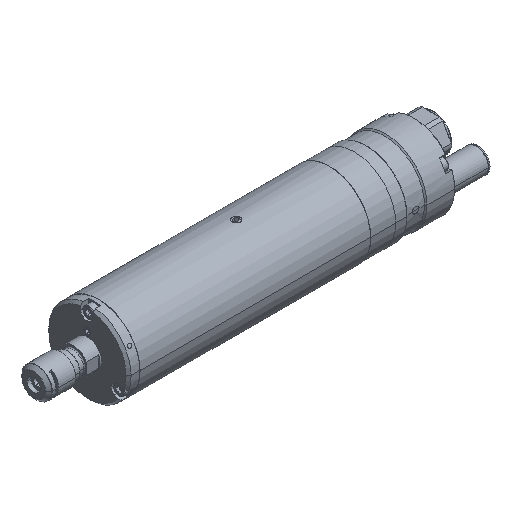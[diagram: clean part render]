
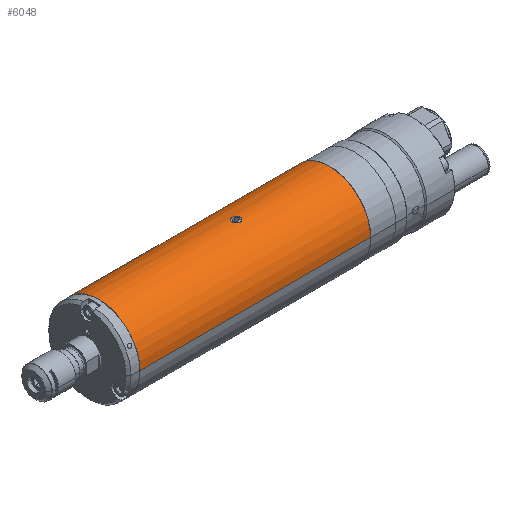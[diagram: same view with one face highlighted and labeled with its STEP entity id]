
A CAD part, isometric view. The second image highlights one B-rep face of the part: STEP entity #6048.
In plain terms, the highlighted cylindrical face has radius 16.5 mm (diameter 33 mm), a partial arc.
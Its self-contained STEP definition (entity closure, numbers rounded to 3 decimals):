
#890 = CARTESIAN_POINT ( 'NONE',  ( 7.406, -14.308, -0.723 ) ) ;
#894 = DIRECTION ( 'NONE',  ( 0., -1., 0.013 ) ) ;
#895 = DIRECTION ( 'NONE',  ( 1., 0., 0. ) ) ;
#896 = CARTESIAN_POINT ( 'NONE',  ( -47.594, -12.871, -17.16 ) ) ;
#897 = AXIS2_PLACEMENT_3D ( 'NONE', #896, #895, #894 ) ;
#926 = CARTESIAN_POINT ( 'NONE',  ( 7.406, -14.308, -0.723 ) ) ;
#927 = CARTESIAN_POINT ( 'NONE',  ( 7.188, -14.308, -0.723 ) ) ;
#928 = CARTESIAN_POINT ( 'NONE',  ( 6.971, -14.264, -0.719 ) ) ;
#929 = CARTESIAN_POINT ( 'NONE',  ( 6.574, -14.099, -0.706 ) ) ;
#930 = CARTESIAN_POINT ( 'NONE',  ( 6.391, -13.976, -0.697 ) ) ;
#931 = CARTESIAN_POINT ( 'NONE',  ( 6.163, -13.747, -0.683 ) ) ;
#932 = CARTESIAN_POINT ( 'NONE',  ( 6.093, -13.662, -0.679 ) ) ;
#933 = CARTESIAN_POINT ( 'NONE',  ( 5.973, -13.483, -0.671 ) ) ;
#934 = CARTESIAN_POINT ( 'NONE',  ( 5.923, -13.388, -0.668 ) ) ;
#935 = CARTESIAN_POINT ( 'NONE',  ( 5.84, -13.188, -0.663 ) ) ;
#936 = CARTESIAN_POINT ( 'NONE',  ( 5.808, -13.083, -0.661 ) ) ;
#937 = CARTESIAN_POINT ( 'NONE',  ( 5.767, -12.872, -0.66 ) ) ;
#938 = CARTESIAN_POINT ( 'NONE',  ( 5.756, -12.765, -0.66 ) ) ;
#939 = CARTESIAN_POINT ( 'NONE',  ( 5.756, -12.547, -0.663 ) ) ;
#940 = CARTESIAN_POINT ( 'NONE',  ( 5.767, -12.44, -0.666 ) ) ;
#941 = CARTESIAN_POINT ( 'NONE',  ( 5.809, -12.229, -0.672 ) ) ;
#942 = CARTESIAN_POINT ( 'NONE',  ( 5.841, -12.124, -0.677 ) ) ;
#943 = CARTESIAN_POINT ( 'NONE',  ( 5.924, -11.925, -0.687 ) ) ;
#944 = CARTESIAN_POINT ( 'NONE',  ( 5.975, -11.83, -0.693 ) ) ;
#945 = CARTESIAN_POINT ( 'NONE',  ( 6.094, -11.651, -0.705 ) ) ;
#946 = CARTESIAN_POINT ( 'NONE',  ( 6.164, -11.566, -0.712 ) ) ;
#968 = CARTESIAN_POINT ( 'NONE',  ( 6.392, -11.338, -0.731 ) ) ;
#969 = CARTESIAN_POINT ( 'NONE',  ( 6.576, -11.216, -0.743 ) ) ;
#970 = CARTESIAN_POINT ( 'NONE',  ( 6.974, -11.052, -0.761 ) ) ;
#971 = CARTESIAN_POINT ( 'NONE',  ( 7.191, -11.008, -0.766 ) ) ;
#972 = CARTESIAN_POINT ( 'NONE',  ( 7.406, -11.008, -0.766 ) ) ;
#974 = B_SPLINE_CURVE_WITH_KNOTS ( 'NONE', 3,
 ( #972, #971, #970, #969, #968, #946, #945, #944, #943, #942, #941, #940, #939, #938, #937, #936, #935, #934, #933, #932, #931, #930, #929, #928, #927, #926 ),
 .UNSPECIFIED., .F., .F.,
 ( 4, 2, 2, 2, 2, 2, 2, 2, 2, 2, 2, 2, 4 ),
 ( 0.005, 0.006, 0.006, 0.007, 0.007, 0.007, 0.008, 0.008, 0.008, 0.009, 0.009, 0.01, 0.01 ),
 .UNSPECIFIED. ) ;
#984 = CIRCLE ( 'NONE', #897, 16.5 ) ;
#1016 = CYLINDRICAL_SURFACE ( 'NONE', #1034, 16.5 ) ;
#1034 = AXIS2_PLACEMENT_3D ( 'NONE', #1102, #1101, #1080 ) ;
#1035 = FACE_BOUND ( 'NONE', #5928, .T. ) ;
#1037 = FACE_OUTER_BOUND ( 'NONE', #6092, .T. ) ;
#1080 = DIRECTION ( 'NONE',  ( 0., -1., 0.013 ) ) ;
#1101 = DIRECTION ( 'NONE',  ( 1., 0., 0. ) ) ;
#1102 = CARTESIAN_POINT ( 'NONE',  ( 44.406, -12.871, -17.16 ) ) ;
#1164 = CARTESIAN_POINT ( 'NONE',  ( -47.594, 3.627, -17.374 ) ) ;
#1174 = DIRECTION ( 'NONE',  ( 0., -1., 0.013 ) ) ;
#1176 = DIRECTION ( 'NONE',  ( 1., 0., 0. ) ) ;
#1177 = CARTESIAN_POINT ( 'NONE',  ( 44.406, -29.37, -16.946 ) ) ;
#1178 = LINE ( 'NONE', #1177, #1187 ) ;
#1187 = VECTOR ( 'NONE', #1176, 1000. ) ;
#1194 = CARTESIAN_POINT ( 'NONE',  ( -47.594, -29.37, -16.946 ) ) ;
#1202 = CARTESIAN_POINT ( 'NONE',  ( 44.406, -29.37, -16.946 ) ) ;
#1205 = CARTESIAN_POINT ( 'NONE',  ( 44.406, 3.627, -17.374 ) ) ;
#1231 = CARTESIAN_POINT ( 'NONE',  ( 44.406, -12.871, -17.16 ) ) ;
#1233 = AXIS2_PLACEMENT_3D ( 'NONE', #1231, #1288, #1174 ) ;
#1259 = DIRECTION ( 'NONE',  ( 1., 0., 0. ) ) ;
#1260 = VECTOR ( 'NONE', #1259, 1000. ) ;
#1262 = CARTESIAN_POINT ( 'NONE',  ( 7.406, -11.008, -0.766 ) ) ;
#1268 = CARTESIAN_POINT ( 'NONE',  ( 44.406, 3.627, -17.374 ) ) ;
#1269 = LINE ( 'NONE', #1268, #1260 ) ;
#1288 = DIRECTION ( 'NONE',  ( 1., 0., 0. ) ) ;
#1289 = CIRCLE ( 'NONE', #1233, 16.5 ) ;
#1391 = CARTESIAN_POINT ( 'NONE',  ( 7.406, -11.008, -0.766 ) ) ;
#1392 = CARTESIAN_POINT ( 'NONE',  ( 7.514, -11.008, -0.766 ) ) ;
#1393 = CARTESIAN_POINT ( 'NONE',  ( 7.623, -11.019, -0.765 ) ) ;
#1394 = CARTESIAN_POINT ( 'NONE',  ( 7.835, -11.061, -0.76 ) ) ;
#1395 = CARTESIAN_POINT ( 'NONE',  ( 7.938, -11.093, -0.756 ) ) ;
#1396 = CARTESIAN_POINT ( 'NONE',  ( 8.138, -11.175, -0.748 ) ) ;
#1397 = CARTESIAN_POINT ( 'NONE',  ( 8.234, -11.227, -0.742 ) ) ;
#1398 = CARTESIAN_POINT ( 'NONE',  ( 8.413, -11.346, -0.731 ) ) ;
#1399 = CARTESIAN_POINT ( 'NONE',  ( 8.496, -11.414, -0.725 ) ) ;
#1400 = CARTESIAN_POINT ( 'NONE',  ( 8.65, -11.568, -0.712 ) ) ;
#1401 = CARTESIAN_POINT ( 'NONE',  ( 8.718, -11.652, -0.705 ) ) ;
#1439 = CARTESIAN_POINT ( 'NONE',  ( 8.838, -11.83, -0.693 ) ) ;
#1440 = CARTESIAN_POINT ( 'NONE',  ( 8.889, -11.927, -0.687 ) ) ;
#1441 = CARTESIAN_POINT ( 'NONE',  ( 8.972, -12.126, -0.677 ) ) ;
#1442 = CARTESIAN_POINT ( 'NONE',  ( 9.003, -12.229, -0.672 ) ) ;
#1443 = CARTESIAN_POINT ( 'NONE',  ( 9.045, -12.441, -0.666 ) ) ;
#1444 = CARTESIAN_POINT ( 'NONE',  ( 9.056, -12.55, -0.663 ) ) ;
#1445 = CARTESIAN_POINT ( 'NONE',  ( 9.056, -12.873, -0.659 ) ) ;
#1446 = CARTESIAN_POINT ( 'NONE',  ( 9.013, -13.09, -0.661 ) ) ;
#1447 = CARTESIAN_POINT ( 'NONE',  ( 8.848, -13.488, -0.671 ) ) ;
#1481 = B_SPLINE_CURVE_WITH_KNOTS ( 'NONE', 3,
 ( #1561, #1560, #1559, #1558, #1557, #1556, #1554, #1553, #1552, #1551, #1447, #1446, #1445, #1444, #1443, #1442, #1441, #1440, #1439, #1401, #1400, #1399, #1398, #1397, #1396, #1395, #1394, #1393, #1392, #1391 ),
 .UNSPECIFIED., .F., .F.,
 ( 4, 2, 2, 2, 2, 2, 2, 2, 2, 2, 2, 2, 2, 2, 4 ),
 ( 0., 0., 0.001, 0.001, 0.001, 0.002, 0.003, 0.003, 0.003, 0.004, 0.004, 0.004, 0.005, 0.005, 0.005 ),
 .UNSPECIFIED. ) ;
#1551 = CARTESIAN_POINT ( 'NONE',  ( 8.725, -13.672, -0.679 ) ) ;
#1552 = CARTESIAN_POINT ( 'NONE',  ( 8.497, -13.9, -0.692 ) ) ;
#1553 = CARTESIAN_POINT ( 'NONE',  ( 8.412, -13.97, -0.697 ) ) ;
#1554 = CARTESIAN_POINT ( 'NONE',  ( 8.233, -14.09, -0.705 ) ) ;
#1556 = CARTESIAN_POINT ( 'NONE',  ( 8.138, -14.141, -0.709 ) ) ;
#1557 = CARTESIAN_POINT ( 'NONE',  ( 7.938, -14.224, -0.716 ) ) ;
#1558 = CARTESIAN_POINT ( 'NONE',  ( 7.833, -14.255, -0.718 ) ) ;
#1559 = CARTESIAN_POINT ( 'NONE',  ( 7.622, -14.297, -0.722 ) ) ;
#1560 = CARTESIAN_POINT ( 'NONE',  ( 7.515, -14.308, -0.723 ) ) ;
#1561 = CARTESIAN_POINT ( 'NONE',  ( 7.406, -14.308, -0.723 ) ) ;
#5140 = ORIENTED_EDGE ( 'NONE', *, *, #6103, .F. ) ;
#5603 = ORIENTED_EDGE ( 'NONE', *, *, #6189, .F. ) ;
#5928 = EDGE_LOOP ( 'NONE', ( #6478, #5140 ) ) ;
#6048 = ADVANCED_FACE ( 'NONE', ( #1037, #1035 ), #1016, .T. ) ;
#6049 = ORIENTED_EDGE ( 'NONE', *, *, #6230, .F. ) ;
#6050 = ORIENTED_EDGE ( 'NONE', *, *, #6091, .T. ) ;
#6051 = ORIENTED_EDGE ( 'NONE', *, *, #6256, .T. ) ;
#6091 = EDGE_CURVE ( 'NONE', #6244, #6251, #984, .T. ) ;
#6092 = EDGE_LOOP ( 'NONE', ( #6049, #6050, #6051, #5603 ) ) ;
#6102 = VERTEX_POINT ( 'NONE', #890 ) ;
#6103 = EDGE_CURVE ( 'NONE', #6237, #6102, #974, .T. ) ;
#6189 = EDGE_CURVE ( 'NONE', #6245, #6253, #1289, .T. ) ;
#6230 = EDGE_CURVE ( 'NONE', #6244, #6245, #1269, .T. ) ;
#6237 = VERTEX_POINT ( 'NONE', #1262 ) ;
#6244 = VERTEX_POINT ( 'NONE', #1164 ) ;
#6245 = VERTEX_POINT ( 'NONE', #1205 ) ;
#6251 = VERTEX_POINT ( 'NONE', #1194 ) ;
#6253 = VERTEX_POINT ( 'NONE', #1202 ) ;
#6256 = EDGE_CURVE ( 'NONE', #6251, #6253, #1178, .T. ) ;
#6311 = EDGE_CURVE ( 'NONE', #6102, #6237, #1481, .T. ) ;
#6478 = ORIENTED_EDGE ( 'NONE', *, *, #6311, .F. ) ;
